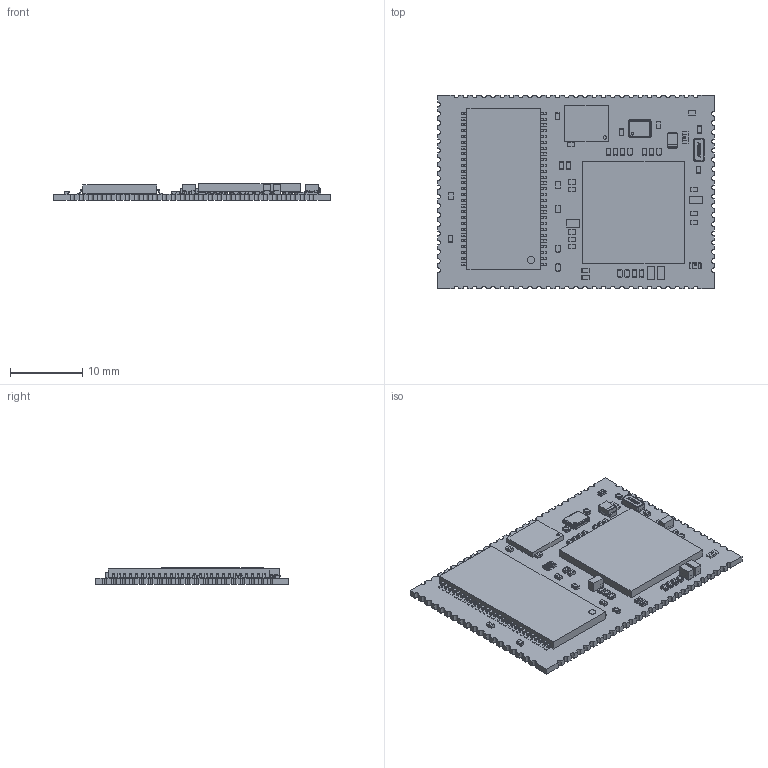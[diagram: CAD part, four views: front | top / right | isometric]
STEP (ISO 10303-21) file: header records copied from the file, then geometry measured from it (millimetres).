
FILE_DESCRIPTION(('Open CASCADE Model'),'2;1');
FILE_NAME('Open CASCADE Shape Model','2020-06-05T13:38:36',('Author'),( 'Open CASCADE'),'Open CASCADE STEP processor 6.8','Open CASCADE 6.8' ,'Unknown');
FILE_SCHEMA(('AUTOMOTIVE_DESIGN { 1 0 10303 214 1 1 1 1 }'));
Length unit declared in the file: millimetre
Products named in the file (532): PCB; Board; Open CASCADE STEP translator 6.8 13.1.1; Open CASCADE STEP translator 6.8 13.1.1.1; C15; TLJN_AVX; 5206572496; Extruded; C38; C0402; 6331733376; C19; 6331739536; C1; C0603; 6331741056; Q2; Crystal_3225; R8; 0603_SMD_Resistor; R1; IC1; BGA240; Board1; Free-Models1; 511157745; Sphere1; 352632017; Extruded1; R7; R0402; R6; R4; R3; C28; IC2; User_Library-WSON-8; User_Library-WSON-8_Case; User_Library-WSON-8_Pad; User_Library-WSON-8_Power_pad ...
Assembly tree (989 placements, depth 10):
  PCB
    Board
      Open CASCADE STEP translator 6.8 13.1.1
        Open CASCADE STEP translator 6.8 13.1.1.1
    C15
      TLJN_AVX
      5206572496
        Extruded
    C38
      C0402
      6331733376
        Extruded
    C19
      C0402
      6331739536
        Extruded
    C1
      C0603
      6331741056
        Extruded
    Q2
      Crystal_3225
    R8
      0603_SMD_Resistor
    R1
      0603_SMD_Resistor
    IC1
      BGA240
        Board1
        Free-Models1
          511157745
            Sphere1
          511157745
            Sphere1
          511157745
            Sphere1
          511157745
            Sphere1
          511157745
            Sphere1
          511157745
            Sphere1
          511157745
            Sphere1
          511157745
            Sphere1
          511157745
            Sphere1
          511157745
            Sphere1
          511157745
            Sphere1
          511157745
            Sphere1
          511157745
            Sphere1
          511157745
            Sphere1
          511157745
            Sphere1
Bounding box: 38.1 x 26.67 x 2.3 mm (x, y, z)
Volume: 1402.5 mm3; surface area: 3792.4 mm2
Topology: 505 solids, 505 shells, 6759 faces, 16120 edges, 9118 vertices
Faces by surface type: plane 2499, cylinder 1916, bspline 1770, sphere 281, revolution 248, torus 45
Entity records: 69692 total; most frequent: CARTESIAN_POINT 16743, DIRECTION 8405, ORIENTED_EDGE 7540, EDGE_CURVE 3770, AXIS2_PLACEMENT_3D 3072, VERTEX_POINT 2382, LINE 2253, VECTOR 2253
